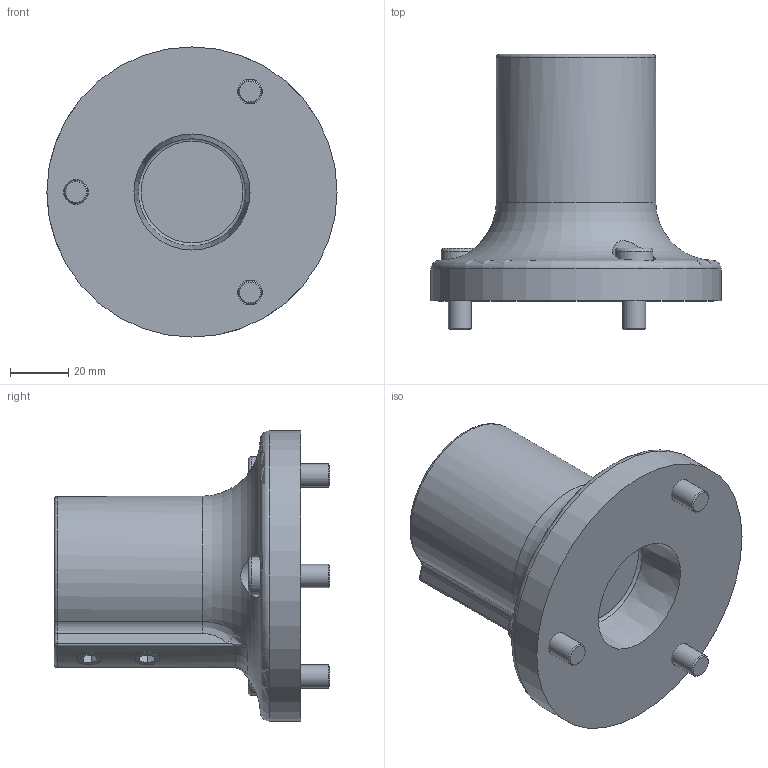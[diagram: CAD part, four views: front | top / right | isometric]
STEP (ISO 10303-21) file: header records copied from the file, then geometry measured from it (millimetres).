
FILE_DESCRIPTION(/* description */ ('STEP AP203'),/* implementation_level */ '2;1');
FILE_NAME(/* name */ 'CBA40R.stp',/* time_stamp */ '2022-07-11T14:37:02+02:00',/* author */ ('USER'),/* organization */ ('Microsoft'),/* preprocessor_version */ 'ST-DEVELOPER v18.1',/* originating_system */ 'Autodesk Inventor 2021',/* authorisation */ '');
FILE_SCHEMA (('AUTOMOTIVE_DESIGN { 1 0 10303 214 3 1 1 }'));
Length unit declared in the file: millimetre
Products named in the file (1): CBA40R
Bounding box: 100 x 94.9 x 100 mm (x, y, z)
Volume: 215711.4 mm3; surface area: 47051.2 mm2
Topology: 9 solids, 9 shells, 166 faces, 378 edges, 234 vertices
Faces by surface type: plane 95, cylinder 39, torus 13, cone 13, bspline 4, sphere 2
Full cylindrical faces by diameter (mm): 8 x3, 8.5 x5, 10 x2, 13 x3, 15 x3, 33.8 x1, 40 x1, 100 x1
Entity records: 5566 total; most frequent: CARTESIAN_POINT 1729, DIRECTION 838, ORIENTED_EDGE 742, EDGE_CURVE 371, AXIS2_PLACEMENT_3D 328, VERTEX_POINT 234, EDGE_LOOP 187, LINE 182
